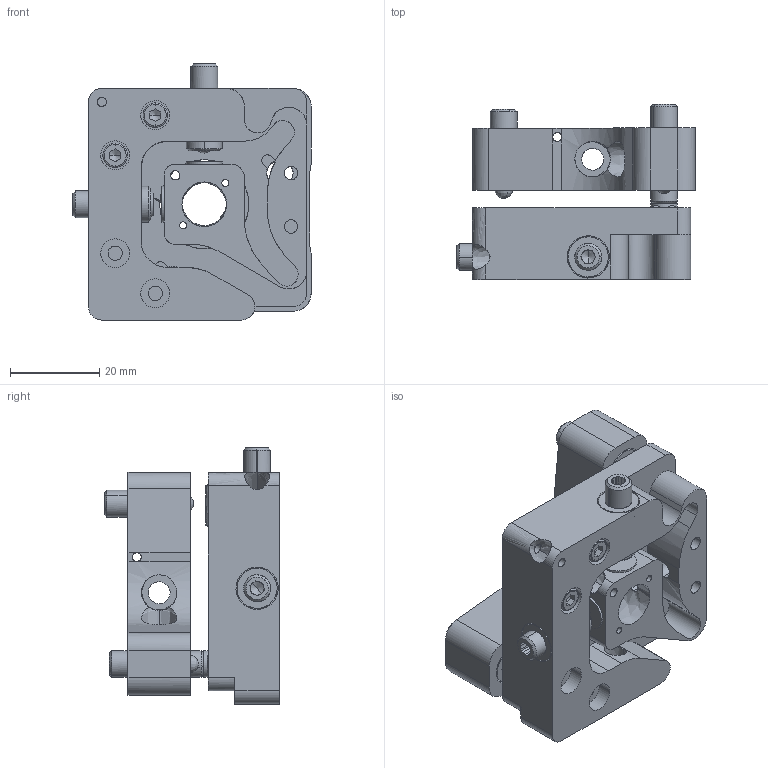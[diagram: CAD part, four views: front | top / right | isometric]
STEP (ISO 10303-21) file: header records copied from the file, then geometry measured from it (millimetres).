
FILE_DESCRIPTION(/* description */ (''),/* implementation_level */ '2;1');
FILE_NAME(/* name */ '02-2TS~2',/* time_stamp */ '2021-12-21T15:50:43+03:00',/* author */ (''),/* organization */ (''),/* preprocessor_version */ 'ST-DEVELOPER v15',/* originating_system */ '',/* authorisation */ '');
FILE_SCHEMA (('AUTOMOTIVE_DESIGN'));
Length unit declared in the file: millimetre
Products named in the file (3): Document; Block 02; Block 01
Assembly tree (2 placements, depth 2):
  Document
    Block 02
    Block 01
Bounding box: 53.5 x 39.25 x 57.5 mm (x, y, z)
Volume: 112.2 mm3; surface area: 20726.6 mm2
Topology: 7 solids, 13 shells, 544 faces, 1547 edges, 995 vertices
Faces by surface type: bspline 544
Entity records: 40975 total; most frequent: CARTESIAN_POINT 22485, B_SPLINE_CURVE_WITH_KNOTS 3277, ORIENTED_EDGE 2980, PCURVE 2980, DEFINITIONAL_REPRESENTATION 2980, SURFACE_CURVE 1515, EDGE_CURVE 1515, VERTEX_POINT 996
